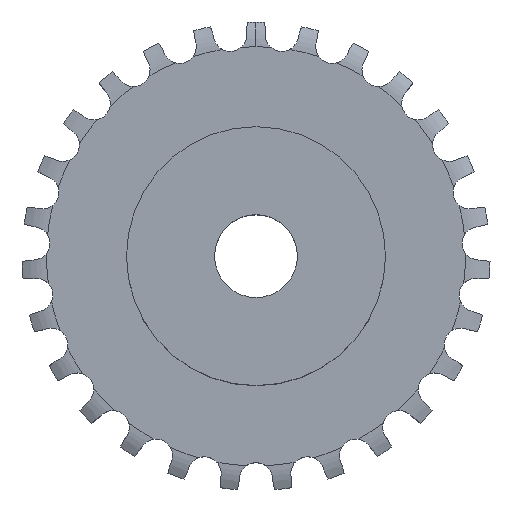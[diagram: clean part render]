
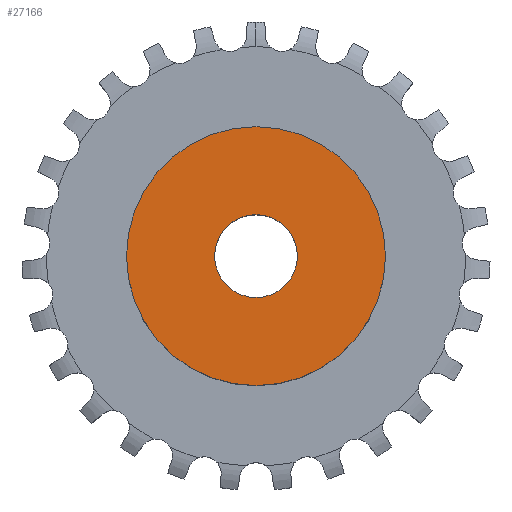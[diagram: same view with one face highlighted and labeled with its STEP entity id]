
A CAD part, top view. The second image highlights one B-rep face of the part: STEP entity #27166.
In plain terms, the highlighted planar face has unit normal (0, 0, 1).
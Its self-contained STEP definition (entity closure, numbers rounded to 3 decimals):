
#4453 = CYLINDRICAL_SURFACE('',#4454,4.);
#4454 = AXIS2_PLACEMENT_3D('',#4455,#4456,#4457);
#4455 = CARTESIAN_POINT('',(0.,0.,5000.));
#4456 = DIRECTION('',(0.,0.,1.));
#4457 = DIRECTION('',(1.,0.,-0.));
#7956 = CYLINDRICAL_SURFACE('',#7957,12.5);
#7957 = AXIS2_PLACEMENT_3D('',#7958,#7959,#7960);
#7958 = CARTESIAN_POINT('',(0.,0.,0.));
#7959 = DIRECTION('',(-0.,-0.,-1.));
#7960 = DIRECTION('',(1.,0.,0.));
#22233 = EDGE_CURVE('',#22234,#22234,#22236,.T.);
#22234 = VERTEX_POINT('',#22235);
#22235 = CARTESIAN_POINT('',(4.,0.,13.85));
#22236 = SURFACE_CURVE('',#22237,(#22242,#22249),.PCURVE_S1.);
#22237 = CIRCLE('',#22238,4.);
#22238 = AXIS2_PLACEMENT_3D('',#22239,#22240,#22241);
#22239 = CARTESIAN_POINT('',(0.,0.,13.85));
#22240 = DIRECTION('',(0.,0.,1.));
#22241 = DIRECTION('',(1.,0.,-0.));
#22242 = PCURVE('',#4453,#22243);
#22243 = DEFINITIONAL_REPRESENTATION('',(#22244),#22248);
#22244 = LINE('',#22245,#22246);
#22245 = CARTESIAN_POINT('',(0.,-4986.15));
#22246 = VECTOR('',#22247,1.);
#22247 = DIRECTION('',(1.,0.));
#22248 = ( GEOMETRIC_REPRESENTATION_CONTEXT(2) 
PARAMETRIC_REPRESENTATION_CONTEXT() REPRESENTATION_CONTEXT('2D SPACE',''
  ) );
#22249 = PCURVE('',#22250,#22255);
#22250 = PLANE('',#22251);
#22251 = AXIS2_PLACEMENT_3D('',#22252,#22253,#22254);
#22252 = CARTESIAN_POINT('',(0.,0.,13.85));
#22253 = DIRECTION('',(-0.,0.,1.));
#22254 = DIRECTION('',(0.,-1.,0.));
#22255 = DEFINITIONAL_REPRESENTATION('',(#22256),#22260);
#22256 = CIRCLE('',#22257,4.);
#22257 = AXIS2_PLACEMENT_2D('',#22258,#22259);
#22258 = CARTESIAN_POINT('',(0.,0.));
#22259 = DIRECTION('',(0.,1.));
#22260 = ( GEOMETRIC_REPRESENTATION_CONTEXT(2) 
PARAMETRIC_REPRESENTATION_CONTEXT() REPRESENTATION_CONTEXT('2D SPACE',''
  ) );
#25473 = VERTEX_POINT('',#25474);
#25474 = CARTESIAN_POINT('',(12.5,0.,13.85));
#25495 = EDGE_CURVE('',#25473,#25473,#25496,.T.);
#25496 = SURFACE_CURVE('',#25497,(#25502,#25509),.PCURVE_S1.);
#25497 = CIRCLE('',#25498,12.5);
#25498 = AXIS2_PLACEMENT_3D('',#25499,#25500,#25501);
#25499 = CARTESIAN_POINT('',(0.,0.,13.85));
#25500 = DIRECTION('',(0.,0.,1.));
#25501 = DIRECTION('',(1.,0.,0.));
#25502 = PCURVE('',#7956,#25503);
#25503 = DEFINITIONAL_REPRESENTATION('',(#25504),#25508);
#25504 = LINE('',#25505,#25506);
#25505 = CARTESIAN_POINT('',(-0.,-13.85));
#25506 = VECTOR('',#25507,1.);
#25507 = DIRECTION('',(-1.,0.));
#25508 = ( GEOMETRIC_REPRESENTATION_CONTEXT(2) 
PARAMETRIC_REPRESENTATION_CONTEXT() REPRESENTATION_CONTEXT('2D SPACE',''
  ) );
#25509 = PCURVE('',#22250,#25510);
#25510 = DEFINITIONAL_REPRESENTATION('',(#25511),#25515);
#25511 = CIRCLE('',#25512,12.5);
#25512 = AXIS2_PLACEMENT_2D('',#25513,#25514);
#25513 = CARTESIAN_POINT('',(0.,0.));
#25514 = DIRECTION('',(0.,1.));
#25515 = ( GEOMETRIC_REPRESENTATION_CONTEXT(2) 
PARAMETRIC_REPRESENTATION_CONTEXT() REPRESENTATION_CONTEXT('2D SPACE',''
  ) );
#27166 = ADVANCED_FACE('',(#27167,#27170),#22250,.T.);
#27167 = FACE_BOUND('',#27168,.T.);
#27168 = EDGE_LOOP('',(#27169));
#27169 = ORIENTED_EDGE('',*,*,#25495,.T.);
#27170 = FACE_BOUND('',#27171,.T.);
#27171 = EDGE_LOOP('',(#27172));
#27172 = ORIENTED_EDGE('',*,*,#22233,.F.);
